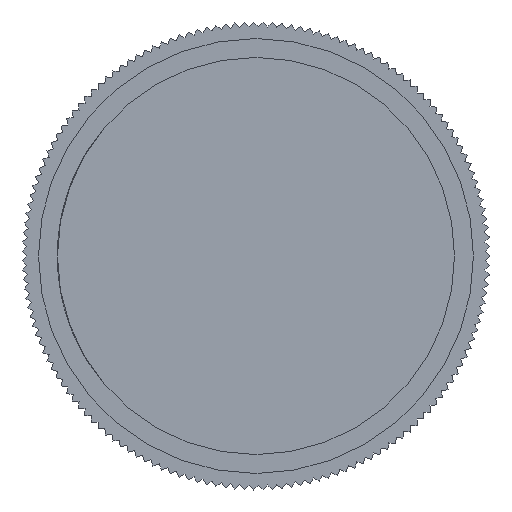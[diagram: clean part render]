
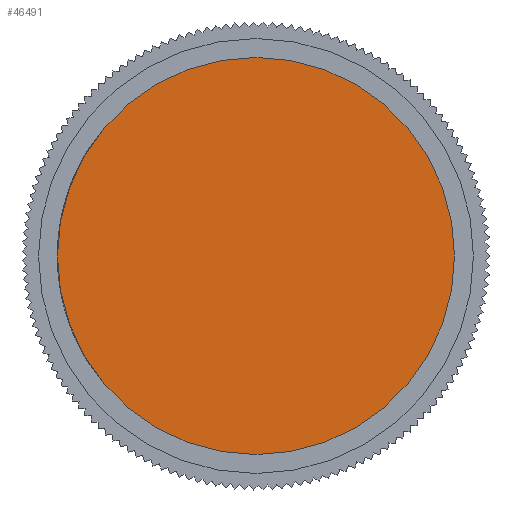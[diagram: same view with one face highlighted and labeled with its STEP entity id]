
A CAD part, left-side view. The second image highlights one B-rep face of the part: STEP entity #46491.
In plain terms, the highlighted planar face has unit normal (-1, 0, 0).
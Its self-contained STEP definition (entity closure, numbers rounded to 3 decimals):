
#1317 = AXIS2_PLACEMENT_3D ( 'NONE', #42084, #37847, #31053 ) ;
#7332 = CIRCLE ( 'NONE', #1317, 21. ) ;
#7726 = CARTESIAN_POINT ( 'NONE',  ( 0., -18.625, 0. ) ) ;
#8091 = CARTESIAN_POINT ( 'NONE',  ( 0., 0., 21. ) ) ;
#9288 = AXIS2_PLACEMENT_3D ( 'NONE', #45176, #12055, #34439 ) ;
#12055 = DIRECTION ( 'NONE',  ( -1., 0., 0. ) ) ;
#13608 = EDGE_CURVE ( 'Defeature ausgef�hrt1_1154+Defeature ausgef�hrt1_1099+Defeature ausgef�hrt1_1099+Defeature ausgef�hrt1_1099', #16280, #47029, #7332, .T. ) ;
#15545 = CARTESIAN_POINT ( 'NONE',  ( 0., 0., -21. ) ) ;
#15800 = DIRECTION ( 'NONE',  ( 1., 0., 0. ) ) ;
#16280 = VERTEX_POINT ( 'NONE', #15545 ) ;
#16440 = EDGE_LOOP ( 'NONE', ( #26631, #44845 ) ) ;
#18802 = PLANE ( 'NONE',  #33659 ) ;
#21558 = CIRCLE ( 'NONE', #9288, 21. ) ;
#26079 = DIRECTION ( 'NONE',  ( 0., 0., -1. ) ) ;
#26631 = ORIENTED_EDGE ( 'NONE', *, *, #32704, .T. ) ;
#30608 = FACE_OUTER_BOUND ( 'NONE', #16440, .T. ) ;
#31053 = DIRECTION ( 'NONE',  ( 0., 0., 1. ) ) ;
#32704 = EDGE_CURVE ( 'Defeature ausgef�hrt1_1154+Defeature ausgef�hrt1_1099+Defeature ausgef�hrt1_1099+Defeature ausgef�hrt1_1099', #47029, #16280, #21558, .T. ) ;
#33659 = AXIS2_PLACEMENT_3D ( 'NONE', #7726, #15800, #26079 ) ;
#34439 = DIRECTION ( 'NONE',  ( 0., 0., 1. ) ) ;
#37847 = DIRECTION ( 'NONE',  ( -1., 0., 0. ) ) ;
#42084 = CARTESIAN_POINT ( 'NONE',  ( 0., 0., 0. ) ) ;
#44845 = ORIENTED_EDGE ( 'NONE', *, *, #13608, .T. ) ;
#45176 = CARTESIAN_POINT ( 'NONE',  ( 0., 0., 0. ) ) ;
#46491 = ADVANCED_FACE ( 'Defeature ausgef�hrt1_1154', ( #30608 ), #18802, .F. ) ;
#47029 = VERTEX_POINT ( 'NONE', #8091 ) ;
